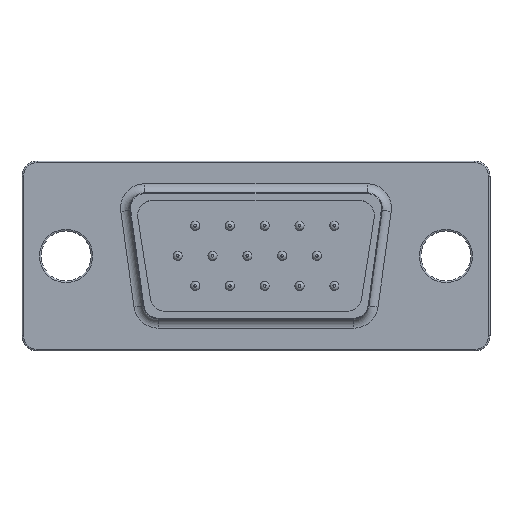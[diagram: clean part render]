
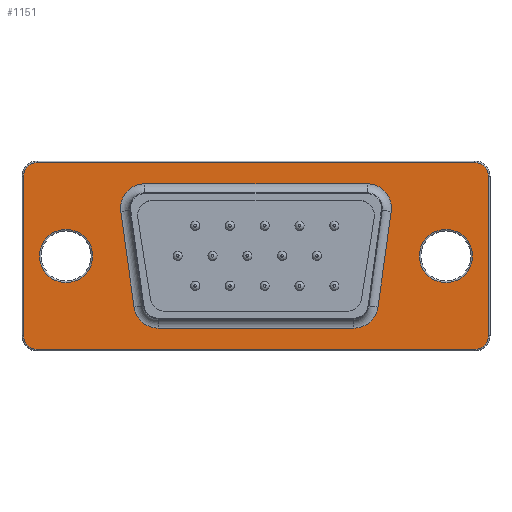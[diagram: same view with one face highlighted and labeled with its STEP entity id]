
A CAD part, top view. The second image highlights one B-rep face of the part: STEP entity #1151.
In plain terms, the highlighted planar face has unit normal (0, 0, 1).
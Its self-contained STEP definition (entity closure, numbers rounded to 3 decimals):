
#13=DIRECTION('',(0.,0.,1.));
#29=DIRECTION('',(0.,0.,1.));
#30=DIRECTION('',(0.,1.,0.));
#45=DIRECTION('',(0.,0.,1.));
#46=DIRECTION('',(0.991,-0.137,0.));
#61=DIRECTION('',(0.,-1.,0.));
#67=VECTOR('',#68,1.);
#68=DIRECTION('',(1.,0.,0.));
#76=DIRECTION('',(-0.991,-0.137,0.));
#120=VECTOR('',#121,1.);
#121=DIRECTION('',(-1.,0.,0.));
#146=DIRECTION('',(0.,0.,-1.));
#172=DIRECTION('',(0.,0.,-1.));
#454=DIRECTION('',(0.,0.,-1.));
#461=CARTESIAN_POINT('',(-3.305,1.17,4.7));
#491=VECTOR('',#492,1.);
#492=DIRECTION('',(-0.137,0.991,0.));
#513=CARTESIAN_POINT('',(11.32,1.17,4.7));
#531=CARTESIAN_POINT('',(-2.436,-5.13,4.7));
#544=VECTOR('',#545,1.);
#545=DIRECTION('',(-0.137,-0.991,0.));
#572=DIRECTION('',(0.,0.,-1.));
#576=CARTESIAN_POINT('',(10.451,-5.13,4.7));
#728=VERTEX_POINT('',#729);
#729=CARTESIAN_POINT('',(-4.89,0.951,4.7));
#737=VERTEX_POINT('',#738);
#738=CARTESIAN_POINT('',(-3.305,2.77,4.7));
#743=EDGE_CURVE('',#728,#737,#744,.T.);
#744=CIRCLE('',#745,1.6);
#745=AXIS2_PLACEMENT_3D('',#461,#454,#76);
#751=ORIENTED_EDGE('',*,*,#752,.T.);
#752=EDGE_CURVE('',#737,#753,#755,.T.);
#753=VERTEX_POINT('',#754);
#754=CARTESIAN_POINT('',(11.32,2.77,4.7));
#755=LINE('',#738,#67);
#767=VERTEX_POINT('',#768);
#768=CARTESIAN_POINT('',(-4.021,-5.349,4.7));
#772=ORIENTED_EDGE('',*,*,#773,.T.);
#773=EDGE_CURVE('',#767,#728,#774,.T.);
#774=LINE('',#768,#491);
#782=VERTEX_POINT('',#783);
#783=CARTESIAN_POINT('',(12.905,0.951,4.7));
#788=EDGE_CURVE('',#753,#782,#789,.T.);
#789=CIRCLE('',#790,1.6);
#790=AXIS2_PLACEMENT_3D('',#513,#172,#30);
#798=VERTEX_POINT('',#799);
#799=CARTESIAN_POINT('',(-2.436,-6.73,4.7));
#804=EDGE_CURVE('',#798,#767,#805,.T.);
#805=CIRCLE('',#806,1.6);
#806=AXIS2_PLACEMENT_3D('',#531,#146,#61);
#812=ORIENTED_EDGE('',*,*,#813,.T.);
#813=EDGE_CURVE('',#782,#814,#816,.T.);
#814=VERTEX_POINT('',#815);
#815=CARTESIAN_POINT('',(12.036,-5.349,4.7));
#816=LINE('',#783,#544);
#831=VERTEX_POINT('',#832);
#832=CARTESIAN_POINT('',(10.451,-6.73,4.7));
#838=ORIENTED_EDGE('',*,*,#839,.T.);
#839=EDGE_CURVE('',#831,#798,#840,.T.);
#840=LINE('',#832,#120);
#847=EDGE_CURVE('',#814,#831,#848,.T.);
#848=CIRCLE('',#849,1.6);
#849=AXIS2_PLACEMENT_3D('',#576,#572,#46);
#1151=ADVANCED_FACE('',(#1152,#1158,#1210,#1219),#1228,.T.);
#1152=FACE_BOUND('',#1153,.T.);
#1153=EDGE_LOOP('',(#751,#1154,#812,#1155,#838,#1156,#772,#1157));
#1154=ORIENTED_EDGE('',*,*,#788,.T.);
#1155=ORIENTED_EDGE('',*,*,#847,.T.);
#1156=ORIENTED_EDGE('',*,*,#804,.T.);
#1157=ORIENTED_EDGE('',*,*,#743,.T.);
#1158=FACE_BOUND('',#1159,.T.);
#1159=EDGE_LOOP('',(#1160,#1169,#1174,#1181,#1187,#1194,#1199,#1206));
#1160=ORIENTED_EDGE('',*,*,#1161,.T.);
#1161=EDGE_CURVE('',#1162,#1164,#1166,.T.);
#1162=VERTEX_POINT('',#1163);
#1163=CARTESIAN_POINT('',(19.308,3.27,4.7));
#1164=VERTEX_POINT('',#1165);
#1165=CARTESIAN_POINT('',(18.408,4.17,4.7));
#1166=CIRCLE('',#1167,0.9);
#1167=AXIS2_PLACEMENT_3D('',#1168,#13,#68);
#1168=CARTESIAN_POINT('',(18.408,3.27,4.7));
#1169=ORIENTED_EDGE('',*,*,#1170,.T.);
#1170=EDGE_CURVE('',#1164,#1171,#1173,.T.);
#1171=VERTEX_POINT('',#1172);
#1172=CARTESIAN_POINT('',(-10.393,4.17,4.7));
#1173=LINE('',#1165,#120);
#1174=ORIENTED_EDGE('',*,*,#1175,.T.);
#1175=EDGE_CURVE('',#1171,#1176,#1178,.T.);
#1176=VERTEX_POINT('',#1177);
#1177=CARTESIAN_POINT('',(-11.293,3.27,4.7));
#1178=CIRCLE('',#1179,0.9);
#1179=AXIS2_PLACEMENT_3D('',#1180,#29,#30);
#1180=CARTESIAN_POINT('',(-10.393,3.27,4.7));
#1181=ORIENTED_EDGE('',*,*,#1182,.T.);
#1182=EDGE_CURVE('',#1176,#1183,#1185,.T.);
#1183=VERTEX_POINT('',#1184);
#1184=CARTESIAN_POINT('',(-11.293,-7.23,4.7));
#1185=LINE('',#1177,#1186);
#1186=VECTOR('',#61,1.);
#1187=ORIENTED_EDGE('',*,*,#1188,.T.);
#1188=EDGE_CURVE('',#1183,#1189,#1191,.T.);
#1189=VERTEX_POINT('',#1190);
#1190=CARTESIAN_POINT('',(-10.393,-8.13,4.7));
#1191=CIRCLE('',#1192,0.9);
#1192=AXIS2_PLACEMENT_3D('',#1193,#13,#121);
#1193=CARTESIAN_POINT('',(-10.393,-7.23,4.7));
#1194=ORIENTED_EDGE('',*,*,#1195,.T.);
#1195=EDGE_CURVE('',#1189,#1196,#1198,.T.);
#1196=VERTEX_POINT('',#1197);
#1197=CARTESIAN_POINT('',(18.408,-8.13,4.7));
#1198=LINE('',#1190,#67);
#1199=ORIENTED_EDGE('',*,*,#1200,.T.);
#1200=EDGE_CURVE('',#1196,#1201,#1203,.T.);
#1201=VERTEX_POINT('',#1202);
#1202=CARTESIAN_POINT('',(19.308,-7.23,4.7));
#1203=CIRCLE('',#1204,0.9);
#1204=AXIS2_PLACEMENT_3D('',#1205,#45,#61);
#1205=CARTESIAN_POINT('',(18.408,-7.23,4.7));
#1206=ORIENTED_EDGE('',*,*,#1207,.T.);
#1207=EDGE_CURVE('',#1201,#1162,#1208,.T.);
#1208=LINE('',#1202,#1209);
#1209=VECTOR('',#30,1.);
#1210=FACE_BOUND('',#1211,.T.);
#1211=EDGE_LOOP('',(#1212));
#1212=ORIENTED_EDGE('',*,*,#1213,.F.);
#1213=EDGE_CURVE('',#1214,#1214,#1216,.T.);
#1214=VERTEX_POINT('',#1215);
#1215=CARTESIAN_POINT('',(-6.743,-1.98,4.7));
#1216=CIRCLE('',#1217,1.75);
#1217=AXIS2_PLACEMENT_3D('',#1218,#13,#68);
#1218=CARTESIAN_POINT('',(-8.493,-1.98,4.7));
#1219=FACE_BOUND('',#1220,.T.);
#1220=EDGE_LOOP('',(#1221));
#1221=ORIENTED_EDGE('',*,*,#1222,.F.);
#1222=EDGE_CURVE('',#1223,#1223,#1225,.T.);
#1223=VERTEX_POINT('',#1224);
#1224=CARTESIAN_POINT('',(18.258,-1.98,4.7));
#1225=CIRCLE('',#1226,1.75);
#1226=AXIS2_PLACEMENT_3D('',#1227,#13,#68);
#1227=CARTESIAN_POINT('',(16.508,-1.98,4.7));
#1228=PLANE('',#1229);
#1229=AXIS2_PLACEMENT_3D('',#1230,#13,#68);
#1230=CARTESIAN_POINT('',(4.008,-1.98,4.7));
